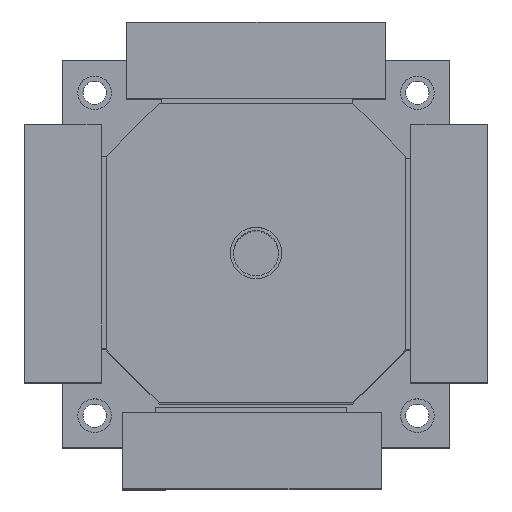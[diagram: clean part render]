
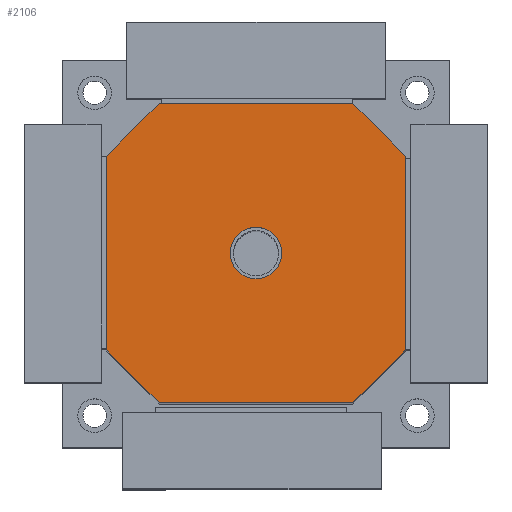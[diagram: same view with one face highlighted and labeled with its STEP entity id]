
A CAD part, top view. The second image highlights one B-rep face of the part: STEP entity #2106.
In plain terms, the highlighted planar face has unit normal (0, 0, 1).
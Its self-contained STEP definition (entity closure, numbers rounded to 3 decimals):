
#29 = LINE ( 'NONE', #1141, #2753 ) ;
#65 = DIRECTION ( 'NONE',  ( 1., 0., 0. ) ) ;
#76 = AXIS2_PLACEMENT_3D ( 'NONE', #1472, #4801, #2189 ) ;
#151 = EDGE_CURVE ( 'NONE', #2970, #4346, #4399, .T. ) ;
#183 = CARTESIAN_POINT ( 'NONE',  ( 116., -116., 500. ) ) ;
#196 = VERTEX_POINT ( 'NONE', #3408 ) ;
#242 = DIRECTION ( 'NONE',  ( 0., 0., 1. ) ) ;
#338 = VECTOR ( 'NONE', #2239, 1000. ) ;
#377 = LINE ( 'NONE', #2580, #2416 ) ;
#406 = ORIENTED_EDGE ( 'NONE', *, *, #2840, .T. ) ;
#422 = ORIENTED_EDGE ( 'NONE', *, *, #1048, .T. ) ;
#441 = VECTOR ( 'NONE', #3149, 1000. ) ;
#638 = ORIENTED_EDGE ( 'NONE', *, *, #1861, .T. ) ;
#759 = EDGE_CURVE ( 'NONE', #4346, #2206, #1965, .T. ) ;
#1048 = EDGE_CURVE ( 'NONE', #2206, #4021, #3873, .T. ) ;
#1072 = VECTOR ( 'NONE', #4595, 1000. ) ;
#1141 = CARTESIAN_POINT ( 'NONE',  ( -116., -116., 500. ) ) ;
#1239 = DIRECTION ( 'NONE',  ( 0., 1., 0. ) ) ;
#1299 = EDGE_LOOP ( 'NONE', ( #2053, #2871, #638, #4470, #2182, #3731, #2527, #422 ) ) ;
#1331 = CARTESIAN_POINT ( 'NONE',  ( -75., 116., 500. ) ) ;
#1367 = EDGE_CURVE ( 'NONE', #3514, #1619, #2770, .T. ) ;
#1394 = CARTESIAN_POINT ( 'NONE',  ( -75., -116., 500. ) ) ;
#1418 = EDGE_CURVE ( 'NONE', #3832, #196, #4513, .T. ) ;
#1462 = AXIS2_PLACEMENT_3D ( 'NONE', #4342, #3956, #2094 ) ;
#1472 = CARTESIAN_POINT ( 'NONE',  ( 0., 0., 500. ) ) ;
#1576 = VERTEX_POINT ( 'NONE', #1394 ) ;
#1585 = AXIS2_PLACEMENT_3D ( 'NONE', #4661, #242, #1726 ) ;
#1594 = CARTESIAN_POINT ( 'NONE',  ( -116., -75., 500. ) ) ;
#1619 = VERTEX_POINT ( 'NONE', #1817 ) ;
#1726 = DIRECTION ( 'NONE',  ( 1., 0., 0. ) ) ;
#1781 = VECTOR ( 'NONE', #1239, 1000. ) ;
#1785 = DIRECTION ( 'NONE',  ( -0.707, -0.707, 0. ) ) ;
#1817 = CARTESIAN_POINT ( 'NONE',  ( 116., 75., 500. ) ) ;
#1838 = FACE_BOUND ( 'NONE', #2875, .T. ) ;
#1861 = EDGE_CURVE ( 'NONE', #4776, #3514, #4680, .T. ) ;
#1965 = LINE ( 'NONE', #3384, #2368 ) ;
#1970 = CARTESIAN_POINT ( 'NONE',  ( 75., -116., 500. ) ) ;
#1999 = CARTESIAN_POINT ( 'NONE',  ( -75., -116., 500. ) ) ;
#2021 = CARTESIAN_POINT ( 'NONE',  ( 75., -116., 500. ) ) ;
#2053 = ORIENTED_EDGE ( 'NONE', *, *, #4062, .T. ) ;
#2058 = LINE ( 'NONE', #1999, #1072 ) ;
#2094 = DIRECTION ( 'NONE',  ( -1., 0., 0. ) ) ;
#2106 = ADVANCED_FACE ( 'NONE', ( #4799, #1838 ), #3915, .T. ) ;
#2173 = DIRECTION ( 'NONE',  ( -0.707, 0.707, 0. ) ) ;
#2182 = ORIENTED_EDGE ( 'NONE', *, *, #2992, .T. ) ;
#2189 = DIRECTION ( 'NONE',  ( -1., 0., 0. ) ) ;
#2206 = VERTEX_POINT ( 'NONE', #3308 ) ;
#2239 = DIRECTION ( 'NONE',  ( 0., -1., 0. ) ) ;
#2368 = VECTOR ( 'NONE', #1785, 1000. ) ;
#2416 = VECTOR ( 'NONE', #2173, 1000. ) ;
#2527 = ORIENTED_EDGE ( 'NONE', *, *, #759, .T. ) ;
#2580 = CARTESIAN_POINT ( 'NONE',  ( 116., 75., 500. ) ) ;
#2624 = DIRECTION ( 'NONE',  ( -1., 0., 0. ) ) ;
#2753 = VECTOR ( 'NONE', #65, 1000. ) ;
#2770 = LINE ( 'NONE', #183, #1781 ) ;
#2840 = EDGE_CURVE ( 'NONE', #196, #3832, #2919, .T. ) ;
#2871 = ORIENTED_EDGE ( 'NONE', *, *, #3147, .T. ) ;
#2875 = EDGE_LOOP ( 'NONE', ( #3368, #406 ) ) ;
#2919 = CIRCLE ( 'NONE', #76, 20. ) ;
#2970 = VERTEX_POINT ( 'NONE', #4785 ) ;
#2992 = EDGE_CURVE ( 'NONE', #1619, #2970, #377, .T. ) ;
#3147 = EDGE_CURVE ( 'NONE', #1576, #4776, #29, .T. ) ;
#3149 = DIRECTION ( 'NONE',  ( 0.707, 0.707, 0. ) ) ;
#3257 = CARTESIAN_POINT ( 'NONE',  ( 116., -75., 500. ) ) ;
#3308 = CARTESIAN_POINT ( 'NONE',  ( -116., 75., 500. ) ) ;
#3366 = VECTOR ( 'NONE', #2624, 1000. ) ;
#3368 = ORIENTED_EDGE ( 'NONE', *, *, #1418, .T. ) ;
#3372 = CARTESIAN_POINT ( 'NONE',  ( -116., 116., 500. ) ) ;
#3384 = CARTESIAN_POINT ( 'NONE',  ( -75., 116., 500. ) ) ;
#3396 = CARTESIAN_POINT ( 'NONE',  ( -116., 116., 500. ) ) ;
#3408 = CARTESIAN_POINT ( 'NONE',  ( 20., 0., 500. ) ) ;
#3514 = VERTEX_POINT ( 'NONE', #3257 ) ;
#3731 = ORIENTED_EDGE ( 'NONE', *, *, #151, .T. ) ;
#3758 = CARTESIAN_POINT ( 'NONE',  ( -20., 0., 500. ) ) ;
#3832 = VERTEX_POINT ( 'NONE', #3758 ) ;
#3873 = LINE ( 'NONE', #3396, #338 ) ;
#3915 = PLANE ( 'NONE',  #1585 ) ;
#3956 = DIRECTION ( 'NONE',  ( 0., 0., -1. ) ) ;
#4021 = VERTEX_POINT ( 'NONE', #1594 ) ;
#4062 = EDGE_CURVE ( 'NONE', #4021, #1576, #2058, .T. ) ;
#4342 = CARTESIAN_POINT ( 'NONE',  ( 0., 0., 500. ) ) ;
#4346 = VERTEX_POINT ( 'NONE', #1331 ) ;
#4399 = LINE ( 'NONE', #3372, #3366 ) ;
#4470 = ORIENTED_EDGE ( 'NONE', *, *, #1367, .T. ) ;
#4513 = CIRCLE ( 'NONE', #1462, 20. ) ;
#4595 = DIRECTION ( 'NONE',  ( 0.707, -0.707, 0. ) ) ;
#4661 = CARTESIAN_POINT ( 'NONE',  ( -116., -116., 500. ) ) ;
#4680 = LINE ( 'NONE', #1970, #441 ) ;
#4776 = VERTEX_POINT ( 'NONE', #2021 ) ;
#4785 = CARTESIAN_POINT ( 'NONE',  ( 75., 116., 500. ) ) ;
#4799 = FACE_OUTER_BOUND ( 'NONE', #1299, .T. ) ;
#4801 = DIRECTION ( 'NONE',  ( 0., 0., -1. ) ) ;
